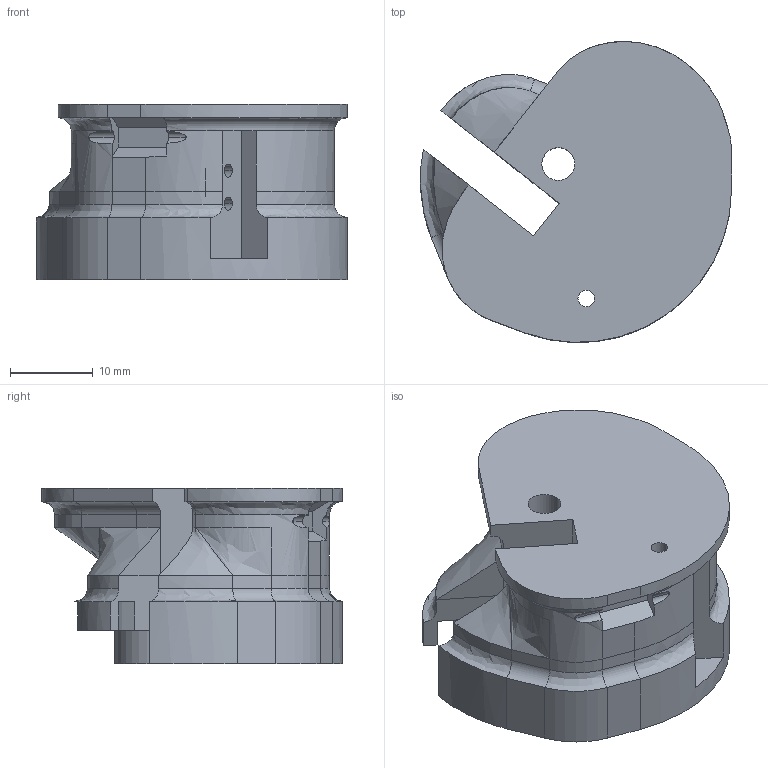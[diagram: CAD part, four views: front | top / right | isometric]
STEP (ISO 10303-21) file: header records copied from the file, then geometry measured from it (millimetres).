
FILE_DESCRIPTION (( 'STEP AP214' ), '1' );
FILE_NAME ('cam-transmission.STEP', '2025-11-14T17:22:47', ( '' ), ( '' ), 'SwSTEP 2.0', 'SolidWorks 2025', '' );
FILE_SCHEMA (( 'AUTOMOTIVE_DESIGN' ));
Length unit declared in the file: millimetre
Products named in the file (1): cam-transmission
Bounding box: 37.59 x 36.36 x 21.17 mm (x, y, z)
Volume: 11744 mm3; surface area: 6718.9 mm2
Topology: 4 solids, 4 shells, 132 faces, 342 edges, 218 vertices
Faces by surface type: plane 60, cylinder 43, bspline 26, cone 2, torus 1
Entity records: 5957 total; most frequent: CARTESIAN_POINT 2821, ORIENTED_EDGE 684, DIRECTION 570, EDGE_CURVE 342, VERTEX_POINT 218, LINE 196, VECTOR 196, AXIS2_PLACEMENT_3D 187
